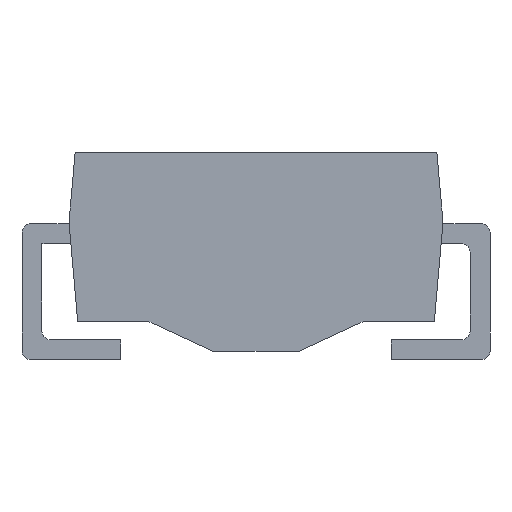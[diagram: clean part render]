
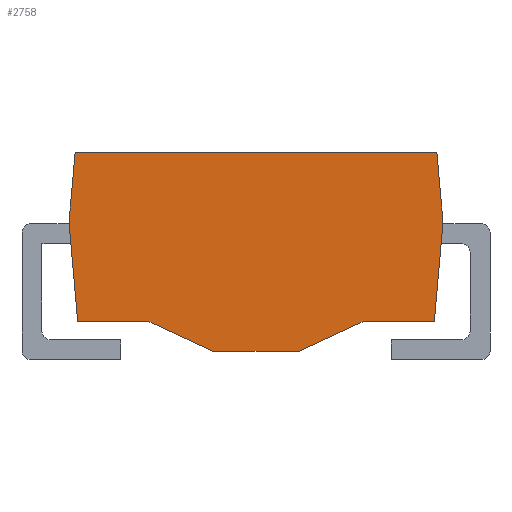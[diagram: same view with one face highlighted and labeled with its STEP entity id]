
A CAD part, front view. The second image highlights one B-rep face of the part: STEP entity #2758.
In plain terms, the highlighted face is planar.
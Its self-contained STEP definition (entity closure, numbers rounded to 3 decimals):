
#396=ORIENTED_EDGE('',*,*,#813,.T.);
#397=ORIENTED_EDGE('',*,*,#865,.T.);
#398=ORIENTED_EDGE('',*,*,#868,.T.);
#399=ORIENTED_EDGE('',*,*,#859,.T.);
#400=ORIENTED_EDGE('',*,*,#846,.T.);
#401=ORIENTED_EDGE('',*,*,#862,.T.);
#402=ORIENTED_EDGE('',*,*,#842,.T.);
#403=ORIENTED_EDGE('',*,*,#839,.T.);
#404=ORIENTED_EDGE('',*,*,#869,.T.);
#405=ORIENTED_EDGE('',*,*,#870,.T.);
#813=EDGE_CURVE('',#1069,#1068,#1251,.T.);
#839=EDGE_CURVE('',#1088,#1087,#1272,.T.);
#842=EDGE_CURVE('',#1090,#1088,#1275,.T.);
#846=EDGE_CURVE('',#1094,#1093,#1279,.T.);
#859=EDGE_CURVE('',#1100,#1094,#1292,.T.);
#862=EDGE_CURVE('',#1093,#1090,#1295,.T.);
#865=EDGE_CURVE('',#1068,#1103,#1298,.T.);
#868=EDGE_CURVE('',#1103,#1100,#1301,.T.);
#869=EDGE_CURVE('',#1087,#1104,#1302,.T.);
#870=EDGE_CURVE('',#1104,#1069,#1303,.T.);
#1068=VERTEX_POINT('',#4219);
#1069=VERTEX_POINT('',#4221);
#1087=VERTEX_POINT('',#4305);
#1088=VERTEX_POINT('',#4307);
#1090=VERTEX_POINT('',#4313);
#1093=VERTEX_POINT('',#4320);
#1094=VERTEX_POINT('',#4322);
#1100=VERTEX_POINT('',#4346);
#1103=VERTEX_POINT('',#4358);
#1104=VERTEX_POINT('',#4366);
#1251=LINE('',#4220,#1489);
#1272=LINE('',#4306,#1510);
#1275=LINE('',#4312,#1513);
#1279=LINE('',#4321,#1517);
#1292=LINE('',#4345,#1530);
#1295=LINE('',#4353,#1533);
#1298=LINE('',#4359,#1536);
#1301=LINE('',#4364,#1539);
#1302=LINE('',#4365,#1540);
#1303=LINE('',#4367,#1541);
#1489=VECTOR('',#3121,1000.);
#1510=VECTOR('',#3154,1000.);
#1513=VECTOR('',#3159,1000.);
#1517=VECTOR('',#3165,1000.);
#1530=VECTOR('',#3188,1000.);
#1533=VECTOR('',#3197,1000.);
#1536=VECTOR('',#3202,1000.);
#1539=VECTOR('',#3209,1000.);
#1540=VECTOR('',#3210,1000.);
#1541=VECTOR('',#3211,1000.);
#1674=EDGE_LOOP('',(#396,#397,#398,#399,#400,#401,#402,#403,#404,#405));
#1795=FACE_BOUND('',#1674,.T.);
#1892=PLANE('',#2875);
#2758=ADVANCED_FACE('',(#1795),#1892,.T.);
#2875=AXIS2_PLACEMENT_3D('',#4363,#3207,#3208);
#3121=DIRECTION('',(-1.,0.,0.));
#3154=DIRECTION('',(1.,0.,0.));
#3159=DIRECTION('',(0.908,0.42,0.));
#3165=DIRECTION('',(0.908,-0.42,0.));
#3188=DIRECTION('',(1.,0.,0.));
#3197=DIRECTION('',(1.,0.,0.));
#3202=DIRECTION('',(-0.087,-0.996,0.));
#3207=DIRECTION('',(0.,0.,1.));
#3208=DIRECTION('',(1.,0.,0.));
#3209=DIRECTION('',(0.087,-0.996,0.));
#3210=DIRECTION('',(0.087,0.996,0.));
#3211=DIRECTION('',(-0.087,0.996,0.));
#4219=CARTESIAN_POINT('',(-2.087,1.005,1.81));
#4220=CARTESIAN_POINT('',(2.087,1.005,1.81));
#4221=CARTESIAN_POINT('',(2.087,1.005,1.81));
#4305=CARTESIAN_POINT('',(2.058,-0.945,1.81));
#4306=CARTESIAN_POINT('',(1.246,-0.945,1.81));
#4307=CARTESIAN_POINT('',(1.246,-0.945,1.81));
#4312=CARTESIAN_POINT('',(0.5,-1.29,1.81));
#4313=CARTESIAN_POINT('',(0.5,-1.29,1.81));
#4320=CARTESIAN_POINT('',(-0.5,-1.29,1.81));
#4321=CARTESIAN_POINT('',(-1.246,-0.945,1.81));
#4322=CARTESIAN_POINT('',(-1.246,-0.945,1.81));
#4345=CARTESIAN_POINT('',(-2.065,-0.945,1.81));
#4346=CARTESIAN_POINT('',(-2.058,-0.945,1.81));
#4353=CARTESIAN_POINT('',(-0.5,-1.29,1.81));
#4358=CARTESIAN_POINT('',(-2.158,0.198,1.81));
#4359=CARTESIAN_POINT('',(-2.087,1.005,1.81));
#4363=CARTESIAN_POINT('',(0.,0.,1.81));
#4364=CARTESIAN_POINT('',(-2.158,0.198,1.81));
#4365=CARTESIAN_POINT('',(2.065,-0.865,1.81));
#4366=CARTESIAN_POINT('',(2.158,0.198,1.81));
#4367=CARTESIAN_POINT('',(2.158,0.198,1.81));
